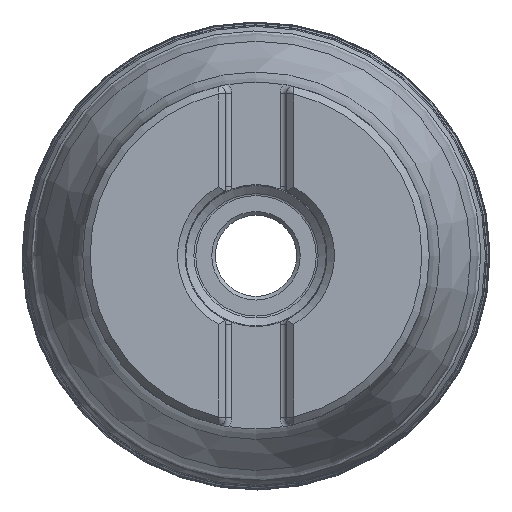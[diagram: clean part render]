
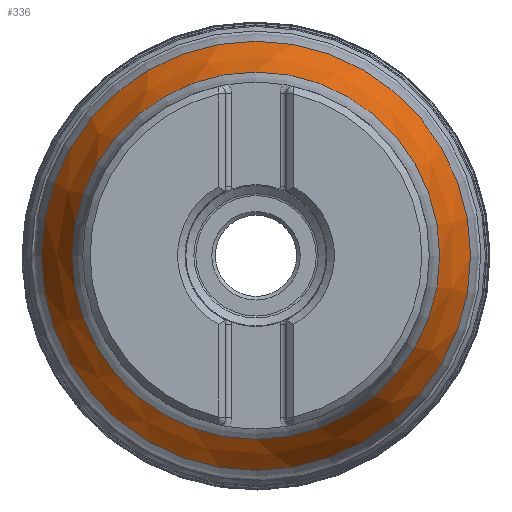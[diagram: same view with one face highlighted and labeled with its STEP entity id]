
A CAD part, top view. The second image highlights one B-rep face of the part: STEP entity #336.
In plain terms, the highlighted conical face has half-angle 25 degrees and reference radius 30.623 mm.
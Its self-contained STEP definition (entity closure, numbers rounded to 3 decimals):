
#141=CONICAL_SURFACE('',#1747,30.623,25.);
#336=ADVANCED_FACE('',(#603,#604),#141,.T.);
#603=FACE_BOUND('',#705,.T.);
#604=FACE_BOUND('',#706,.T.);
#705=EDGE_LOOP('',(#869));
#706=EDGE_LOOP('',(#870));
#869=ORIENTED_EDGE('',*,*,#1315,.T.);
#870=ORIENTED_EDGE('',*,*,#1316,.T.);
#1189=VERTEX_POINT('',#2698);
#1190=VERTEX_POINT('',#2700);
#1315=EDGE_CURVE('',#1189,#1189,#1477,.T.);
#1316=EDGE_CURVE('',#1190,#1190,#1478,.T.);
#1477=CIRCLE('',#1745,24.905);
#1478=CIRCLE('',#1746,29.101);
#1745=AXIS2_PLACEMENT_3D('',#2697,#2011,#2012);
#1746=AXIS2_PLACEMENT_3D('',#2699,#2013,#2014);
#1747=AXIS2_PLACEMENT_3D('',#2701,#2015,#2016);
#2011=DIRECTION('',(0.,0.,-1.));
#2012=DIRECTION('',(-1.,0.,0.));
#2013=DIRECTION('',(0.,0.,1.));
#2014=DIRECTION('',(1.,0.,0.));
#2015=DIRECTION('',(0.,0.,-1.));
#2016=DIRECTION('',(-1.,0.,0.));
#2697=CARTESIAN_POINT('',(0.,0.,-13.014));
#2698=CARTESIAN_POINT('',(-24.905,0.,-13.014));
#2699=CARTESIAN_POINT('',(0.,0.,-22.012));
#2700=CARTESIAN_POINT('',(29.101,0.,-22.012));
#2701=CARTESIAN_POINT('',(0.,0.,-25.276));
